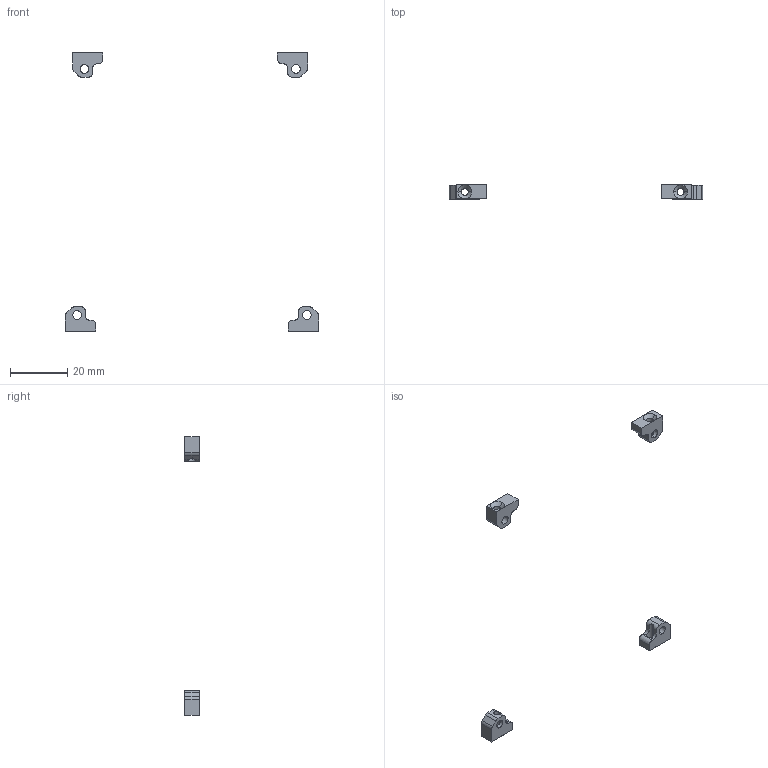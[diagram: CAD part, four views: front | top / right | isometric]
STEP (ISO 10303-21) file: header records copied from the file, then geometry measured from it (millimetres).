
FILE_DESCRIPTION (( 'STEP AP214' ), '1' );
FILE_NAME ('711-00331 Midplane Standoffs Rev A.STEP', '2016-12-20T23:22:59', ( '' ), ( '' ), 'SwSTEP 2.0', 'SolidWorks 2014', '' );
FILE_SCHEMA (( 'AUTOMOTIVE_DESIGN' ));
Length unit declared in the file: inch
Products named in the file (2): 711-00331 Midplane Standoffs Rev A
Bounding box: 88.27 x 5 x 96.91 mm (x, y, z)
Volume: 1082.4 mm3; surface area: 1482.3 mm2
Topology: 4 solids, 4 shells, 149 faces, 415 edges, 274 vertices
Faces by surface type: plane 73, cylinder 40, bspline 28, cone 8
Entity records: 6693 total; most frequent: CARTESIAN_POINT 2902, ORIENTED_EDGE 830, DIRECTION 661, EDGE_CURVE 415, VERTEX_POINT 274, VECTOR 255, LINE 255, AXIS2_PLACEMENT_3D 203
